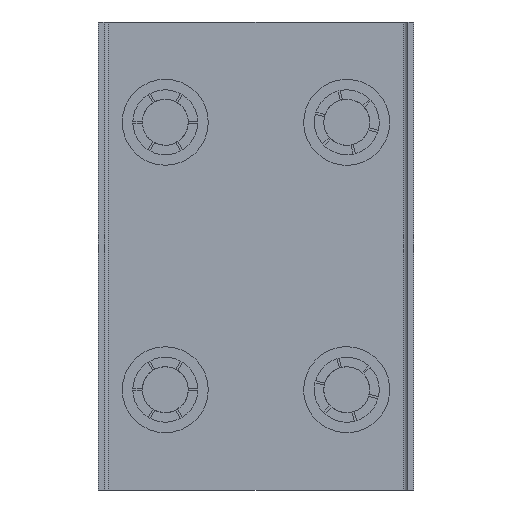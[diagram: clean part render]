
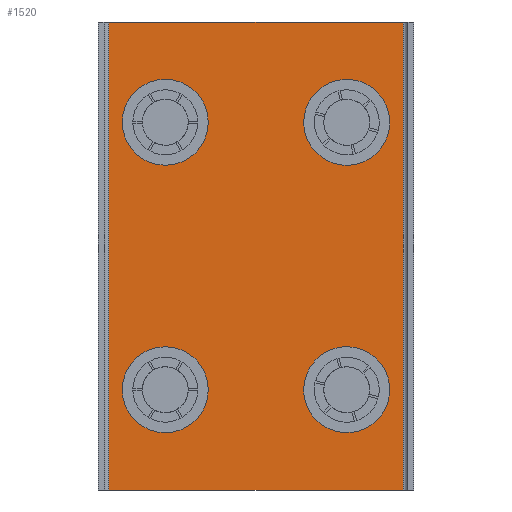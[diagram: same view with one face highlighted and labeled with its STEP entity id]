
A CAD part, front view. The second image highlights one B-rep face of the part: STEP entity #1520.
In plain terms, the highlighted planar face has unit normal (0, -1, 0).
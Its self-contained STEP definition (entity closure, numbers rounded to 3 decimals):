
#624=CARTESIAN_POINT('',(61.057,29.496,58.));
#625=VERTEX_POINT('',#624);
#626=CARTESIAN_POINT('',(61.057,29.496,47.));
#627=VERTEX_POINT('',#626);
#628=CARTESIAN_POINT('',(61.057,29.496,52.5));
#629=DIRECTION('',(0.0,1.0,0.0));
#630=DIRECTION('',(0.0,0.0,1.0));
#631=AXIS2_PLACEMENT_3D('',#628,#629,#630);
#632=CIRCLE('',#631,5.5);
#633=EDGE_CURVE('',#625,#627,#632,.T.);
#666=CARTESIAN_POINT('',(46.057,29.496,47.));
#667=VERTEX_POINT('',#666);
#668=CARTESIAN_POINT('',(61.057,29.496,47.));
#669=DIRECTION('',(-1.0,0.0,0.0));
#670=VECTOR('',#669,15.0);
#671=LINE('',#668,#670);
#672=EDGE_CURVE('',#627,#667,#671,.T.);
#697=CARTESIAN_POINT('',(46.057,29.496,58.));
#698=VERTEX_POINT('',#697);
#699=CARTESIAN_POINT('',(46.057,29.496,52.5));
#700=DIRECTION('',(0.0,1.0,0.0));
#701=DIRECTION('',(0.0,0.0,-1.0));
#702=AXIS2_PLACEMENT_3D('',#699,#700,#701);
#703=CIRCLE('',#702,5.5);
#704=EDGE_CURVE('',#667,#698,#703,.T.);
#730=CARTESIAN_POINT('',(46.057,29.496,58.));
#731=DIRECTION('',(1.0,0.0,0.0));
#732=VECTOR('',#731,15.0);
#733=LINE('',#730,#732);
#734=EDGE_CURVE('',#698,#625,#733,.T.);
#752=CARTESIAN_POINT('',(61.057,29.496,198.0));
#753=VERTEX_POINT('',#752);
#754=CARTESIAN_POINT('',(61.057,29.496,187.0));
#755=VERTEX_POINT('',#754);
#756=CARTESIAN_POINT('',(61.057,29.496,192.5));
#757=DIRECTION('',(0.0,1.0,0.0));
#758=DIRECTION('',(0.0,0.0,-1.0));
#759=AXIS2_PLACEMENT_3D('',#756,#757,#758);
#760=CIRCLE('',#759,5.5);
#761=EDGE_CURVE('',#753,#755,#760,.T.);
#794=CARTESIAN_POINT('',(46.057,29.496,187.0));
#795=VERTEX_POINT('',#794);
#796=CARTESIAN_POINT('',(61.057,29.496,187.0));
#797=DIRECTION('',(-1.0,0.0,0.0));
#798=VECTOR('',#797,15.0);
#799=LINE('',#796,#798);
#800=EDGE_CURVE('',#755,#795,#799,.T.);
#825=CARTESIAN_POINT('',(46.057,29.496,198.0));
#826=VERTEX_POINT('',#825);
#827=CARTESIAN_POINT('',(46.057,29.496,192.5));
#828=DIRECTION('',(0.0,1.0,0.0));
#829=DIRECTION('',(0.0,0.0,1.0));
#830=AXIS2_PLACEMENT_3D('',#827,#828,#829);
#831=CIRCLE('',#830,5.5);
#832=EDGE_CURVE('',#795,#826,#831,.T.);
#858=CARTESIAN_POINT('',(46.057,29.496,198.0));
#859=DIRECTION('',(1.0,0.0,0.0));
#860=VECTOR('',#859,15.0);
#861=LINE('',#858,#860);
#862=EDGE_CURVE('',#826,#753,#861,.T.);
#880=CARTESIAN_POINT('',(154.057,29.496,198.0));
#881=VERTEX_POINT('',#880);
#882=CARTESIAN_POINT('',(154.057,29.496,187.0));
#883=VERTEX_POINT('',#882);
#884=CARTESIAN_POINT('',(154.057,29.496,192.5));
#885=DIRECTION('',(0.0,1.0,0.0));
#886=DIRECTION('',(0.0,0.0,-1.0));
#887=AXIS2_PLACEMENT_3D('',#884,#885,#886);
#888=CIRCLE('',#887,5.5);
#889=EDGE_CURVE('',#881,#883,#888,.T.);
#922=CARTESIAN_POINT('',(139.057,29.496,187.0));
#923=VERTEX_POINT('',#922);
#924=CARTESIAN_POINT('',(154.057,29.496,187.0));
#925=DIRECTION('',(-1.0,0.0,0.0));
#926=VECTOR('',#925,15.0);
#927=LINE('',#924,#926);
#928=EDGE_CURVE('',#883,#923,#927,.T.);
#953=CARTESIAN_POINT('',(139.057,29.496,198.0));
#954=VERTEX_POINT('',#953);
#955=CARTESIAN_POINT('',(139.057,29.496,192.5));
#956=DIRECTION('',(0.0,1.0,0.0));
#957=DIRECTION('',(0.0,0.0,1.0));
#958=AXIS2_PLACEMENT_3D('',#955,#956,#957);
#959=CIRCLE('',#958,5.5);
#960=EDGE_CURVE('',#923,#954,#959,.T.);
#986=CARTESIAN_POINT('',(139.057,29.496,198.0));
#987=DIRECTION('',(1.0,0.0,0.0));
#988=VECTOR('',#987,15.0);
#989=LINE('',#986,#988);
#990=EDGE_CURVE('',#954,#881,#989,.T.);
#1008=CARTESIAN_POINT('',(154.057,29.496,58.));
#1009=VERTEX_POINT('',#1008);
#1010=CARTESIAN_POINT('',(154.057,29.496,47.));
#1011=VERTEX_POINT('',#1010);
#1012=CARTESIAN_POINT('',(154.057,29.496,52.5));
#1013=DIRECTION('',(0.0,1.0,0.0));
#1014=DIRECTION('',(0.0,0.0,1.0));
#1015=AXIS2_PLACEMENT_3D('',#1012,#1013,#1014);
#1016=CIRCLE('',#1015,5.5);
#1017=EDGE_CURVE('',#1009,#1011,#1016,.T.);
#1050=CARTESIAN_POINT('',(139.057,29.496,47.));
#1051=VERTEX_POINT('',#1050);
#1052=CARTESIAN_POINT('',(154.057,29.496,47.));
#1053=DIRECTION('',(-1.0,0.0,0.0));
#1054=VECTOR('',#1053,15.0);
#1055=LINE('',#1052,#1054);
#1056=EDGE_CURVE('',#1011,#1051,#1055,.T.);
#1081=CARTESIAN_POINT('',(139.057,29.496,58.));
#1082=VERTEX_POINT('',#1081);
#1083=CARTESIAN_POINT('',(139.057,29.496,52.5));
#1084=DIRECTION('',(0.0,1.0,0.0));
#1085=DIRECTION('',(0.0,0.0,-1.0));
#1086=AXIS2_PLACEMENT_3D('',#1083,#1084,#1085);
#1087=CIRCLE('',#1086,5.5);
#1088=EDGE_CURVE('',#1051,#1082,#1087,.T.);
#1114=CARTESIAN_POINT('',(139.057,29.496,58.));
#1115=DIRECTION('',(1.0,0.0,0.0));
#1116=VECTOR('',#1115,15.0);
#1117=LINE('',#1114,#1116);
#1118=EDGE_CURVE('',#1082,#1009,#1117,.T.);
#1438=CARTESIAN_POINT('',(177.057,29.496,245.0));
#1439=VERTEX_POINT('',#1438);
#1447=CARTESIAN_POINT('',(177.057,29.496,0.0));
#1448=VERTEX_POINT('',#1447);
#1449=CARTESIAN_POINT('',(177.057,29.496,0.0));
#1450=DIRECTION('',(0.0,0.0,1.0));
#1451=VECTOR('',#1450,245.0);
#1452=LINE('',#1449,#1451);
#1453=EDGE_CURVE('',#1448,#1439,#1452,.T.);
#1466=CARTESIAN_POINT('',(177.057,29.496,0.0));
#1467=DIRECTION('',(0.0,-1.0,0.0));
#1468=DIRECTION('',(0.0,0.0,-1.0));
#1469=AXIS2_PLACEMENT_3D('',#1466,#1467,#1468);
#1470=PLANE('',#1469);
#1471=CARTESIAN_POINT('',(23.057,29.496,245.0));
#1472=VERTEX_POINT('',#1471);
#1473=CARTESIAN_POINT('',(177.057,29.496,245.0));
#1474=DIRECTION('',(-1.0,0.0,0.0));
#1475=VECTOR('',#1474,154.);
#1476=LINE('',#1473,#1475);
#1477=EDGE_CURVE('',#1439,#1472,#1476,.T.);
#1478=ORIENTED_EDGE('',*,*,#1477,.T.);
#1479=CARTESIAN_POINT('',(23.057,29.496,0.0));
#1480=VERTEX_POINT('',#1479);
#1481=CARTESIAN_POINT('',(23.057,29.496,0.0));
#1482=DIRECTION('',(0.0,0.0,1.0));
#1483=VECTOR('',#1482,245.0);
#1484=LINE('',#1481,#1483);
#1485=EDGE_CURVE('',#1480,#1472,#1484,.T.);
#1486=ORIENTED_EDGE('',*,*,#1485,.F.);
#1487=CARTESIAN_POINT('',(23.057,29.496,0.0));
#1488=DIRECTION('',(1.0,0.0,0.0));
#1489=VECTOR('',#1488,154.);
#1490=LINE('',#1487,#1489);
#1491=EDGE_CURVE('',#1480,#1448,#1490,.T.);
#1492=ORIENTED_EDGE('',*,*,#1491,.T.);
#1493=ORIENTED_EDGE('',*,*,#1453,.T.);
#1494=EDGE_LOOP('',(#1478,#1486,#1492,#1493));
#1495=FACE_OUTER_BOUND('',#1494,.T.);
#1496=ORIENTED_EDGE('',*,*,#704,.T.);
#1497=ORIENTED_EDGE('',*,*,#734,.T.);
#1498=ORIENTED_EDGE('',*,*,#633,.T.);
#1499=ORIENTED_EDGE('',*,*,#672,.T.);
#1500=EDGE_LOOP('',(#1496,#1497,#1498,#1499));
#1501=FACE_BOUND('',#1500,.T.);
#1502=ORIENTED_EDGE('',*,*,#832,.T.);
#1503=ORIENTED_EDGE('',*,*,#862,.T.);
#1504=ORIENTED_EDGE('',*,*,#761,.T.);
#1505=ORIENTED_EDGE('',*,*,#800,.T.);
#1506=EDGE_LOOP('',(#1502,#1503,#1504,#1505));
#1507=FACE_BOUND('',#1506,.T.);
#1508=ORIENTED_EDGE('',*,*,#960,.T.);
#1509=ORIENTED_EDGE('',*,*,#990,.T.);
#1510=ORIENTED_EDGE('',*,*,#889,.T.);
#1511=ORIENTED_EDGE('',*,*,#928,.T.);
#1512=EDGE_LOOP('',(#1508,#1509,#1510,#1511));
#1513=FACE_BOUND('',#1512,.T.);
#1514=ORIENTED_EDGE('',*,*,#1088,.T.);
#1515=ORIENTED_EDGE('',*,*,#1118,.T.);
#1516=ORIENTED_EDGE('',*,*,#1017,.T.);
#1517=ORIENTED_EDGE('',*,*,#1056,.T.);
#1518=EDGE_LOOP('',(#1514,#1515,#1516,#1517));
#1519=FACE_BOUND('',#1518,.T.);
#1520=ADVANCED_FACE('',(#1495,#1501,#1507,#1513,#1519),#1470,.T.);
